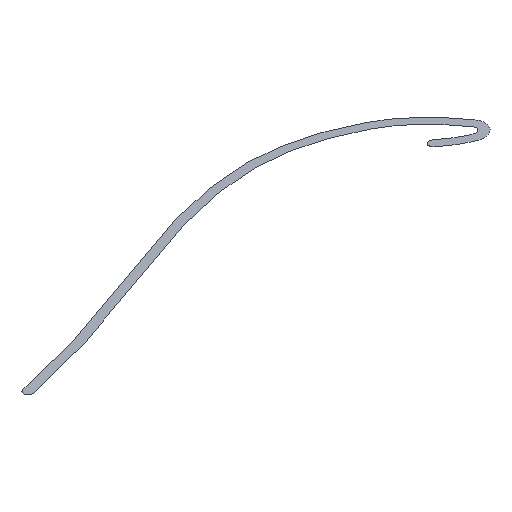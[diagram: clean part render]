
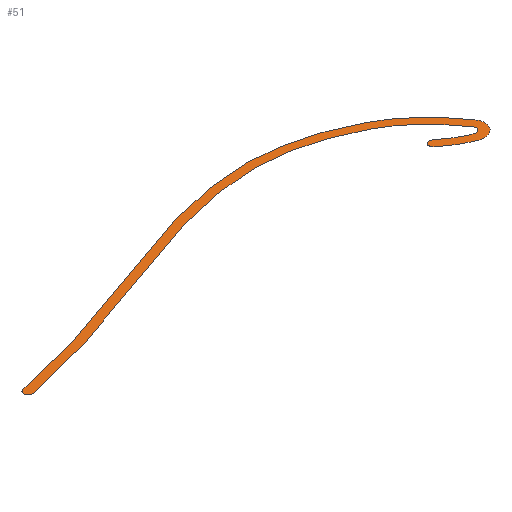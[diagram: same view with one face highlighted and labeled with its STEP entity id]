
A CAD part, isometric view. The second image highlights one B-rep face of the part: STEP entity #51.
In plain terms, the highlighted face is planar.
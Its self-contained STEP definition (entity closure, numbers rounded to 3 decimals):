
#16=FACE_OUTER_BOUND('',#17,.T.);
#17=EDGE_LOOP('',(#42,#43,#44,#45,#46,#47,#48,#49));
#18=(
BOUNDED_CURVE()
B_SPLINE_CURVE(2,(#147,#148,#149),.UNSPECIFIED.,.F.,.F.)
B_SPLINE_CURVE_WITH_KNOTS((3,3),(0.,1.),.UNSPECIFIED.)
CURVE()
GEOMETRIC_REPRESENTATION_ITEM()
RATIONAL_B_SPLINE_CURVE((1.,1.,1.))
REPRESENTATION_ITEM('')
);
#19=(
BOUNDED_CURVE()
B_SPLINE_CURVE(5,(#152,#153,#154,#155,#156,#157,#158,#159,#160,#161,#162,
#163),.UNSPECIFIED.,.F.,.F.)
B_SPLINE_CURVE_WITH_KNOTS((6,1,1,1,1,1,1,6),(0.,0.143,0.286,
0.429,0.571,0.714,0.857,
1.),.UNSPECIFIED.)
CURVE()
GEOMETRIC_REPRESENTATION_ITEM()
RATIONAL_B_SPLINE_CURVE((1.,1.,1.,1.,1.,1.,1.,1.,1.,1.,1.,1.))
REPRESENTATION_ITEM('')
);
#20=B_SPLINE_CURVE_WITH_KNOTS('',3,(#97,#98,#99,#100,#101,#102,#103,#104,
#105,#106,#107,#108,#109,#110,#111,#112,#113,#114,#115,#116,#117,#118,#119,
#120,#121,#122,#123,#124,#125,#126,#127,#128,#129,#130,#131,#132,#133),
 .UNSPECIFIED.,.F.,.F.,(4,3,3,3,3,3,3,3,3,3,3,3,4),(0.,0.042,
0.09,0.154,0.269,0.432,
0.593,0.733,0.825,0.904,
0.947,0.988,1.),.UNSPECIFIED.);
#21=B_SPLINE_CURVE_WITH_KNOTS('',3,(#137,#138,#139,#140,#141,#142,#143),
 .UNSPECIFIED.,.F.,.F.,(4,3,4),(0.,0.458,1.),.UNSPECIFIED.);
#22=CIRCLE('',#69,1.);
#23=CIRCLE('',#70,1.);
#24=CIRCLE('',#71,1.);
#25=CIRCLE('',#72,3.);
#26=VERTEX_POINT('',#93);
#27=VERTEX_POINT('',#94);
#28=VERTEX_POINT('',#96);
#29=VERTEX_POINT('',#134);
#30=VERTEX_POINT('',#136);
#31=VERTEX_POINT('',#144);
#32=VERTEX_POINT('',#146);
#33=VERTEX_POINT('',#150);
#34=EDGE_CURVE('',#26,#27,#22,.T.);
#35=EDGE_CURVE('',#27,#28,#20,.T.);
#36=EDGE_CURVE('',#29,#28,#23,.T.);
#37=EDGE_CURVE('',#29,#30,#21,.T.);
#38=EDGE_CURVE('',#30,#31,#24,.T.);
#39=EDGE_CURVE('',#32,#31,#18,.T.);
#40=EDGE_CURVE('',#32,#33,#25,.T.);
#41=EDGE_CURVE('',#26,#33,#19,.T.);
#42=ORIENTED_EDGE('',*,*,#34,.T.);
#43=ORIENTED_EDGE('',*,*,#35,.T.);
#44=ORIENTED_EDGE('',*,*,#36,.F.);
#45=ORIENTED_EDGE('',*,*,#37,.T.);
#46=ORIENTED_EDGE('',*,*,#38,.T.);
#47=ORIENTED_EDGE('',*,*,#39,.F.);
#48=ORIENTED_EDGE('',*,*,#40,.T.);
#49=ORIENTED_EDGE('',*,*,#41,.F.);
#50=PLANE('',#68);
#51=ADVANCED_FACE('',(#16),#50,.T.);
#68=AXIS2_PLACEMENT_3D('',#92,#78,#79);
#69=AXIS2_PLACEMENT_3D('',#95,#80,#81);
#70=AXIS2_PLACEMENT_3D('',#135,#82,#83);
#71=AXIS2_PLACEMENT_3D('',#145,#84,#85);
#72=AXIS2_PLACEMENT_3D('',#151,#86,#87);
#78=DIRECTION('center_axis',(0.794,0.,0.608));
#79=DIRECTION('ref_axis',(0.608,0.,-0.794));
#80=DIRECTION('center_axis',(0.794,0.,0.608));
#81=DIRECTION('ref_axis',(-0.595,-0.207,0.777));
#82=DIRECTION('center_axis',(0.794,0.,0.608));
#83=DIRECTION('ref_axis',(0.608,0.012,-0.794));
#84=DIRECTION('center_axis',(0.794,0.,0.608));
#85=DIRECTION('ref_axis',(-0.485,0.603,0.633));
#86=DIRECTION('center_axis',(0.794,0.,0.608));
#87=DIRECTION('ref_axis',(0.608,0.012,-0.794));
#92=CARTESIAN_POINT('Origin',(363.855,-27.484,609.817));
#93=CARTESIAN_POINT('',(369.111,-81.262,602.949));
#94=CARTESIAN_POINT('',(370.3,-80.848,601.395));
#95=CARTESIAN_POINT('Origin',(369.705,-81.055,602.172));
#96=CARTESIAN_POINT('',(368.753,24.895,603.416));
#97=CARTESIAN_POINT('Ctrl Pts',(370.3,-80.848,601.395));
#98=CARTESIAN_POINT('Ctrl Pts',(369.606,-75.443,602.302));
#99=CARTESIAN_POINT('Ctrl Pts',(369.008,-71.578,603.083));
#100=CARTESIAN_POINT('Ctrl Pts',(368.463,-68.379,603.795));
#101=CARTESIAN_POINT('Ctrl Pts',(367.848,-64.767,604.599));
#102=CARTESIAN_POINT('Ctrl Pts',(367.301,-62.014,605.313));
#103=CARTESIAN_POINT('Ctrl Pts',(366.794,-59.557,605.976));
#104=CARTESIAN_POINT('Ctrl Pts',(366.122,-56.297,606.854));
#105=CARTESIAN_POINT('Ctrl Pts',(365.52,-53.574,607.641));
#106=CARTESIAN_POINT('Ctrl Pts',(364.965,-51.072,608.366));
#107=CARTESIAN_POINT('Ctrl Pts',(363.957,-46.529,609.684));
#108=CARTESIAN_POINT('Ctrl Pts',(363.107,-42.79,610.794));
#109=CARTESIAN_POINT('Ctrl Pts',(362.367,-39.366,611.761));
#110=CARTESIAN_POINT('Ctrl Pts',(361.326,-34.545,613.121));
#111=CARTESIAN_POINT('Ctrl Pts',(360.503,-30.4,614.197));
#112=CARTESIAN_POINT('Ctrl Pts',(359.848,-26.328,615.054));
#113=CARTESIAN_POINT('Ctrl Pts',(359.198,-22.296,615.902));
#114=CARTESIAN_POINT('Ctrl Pts',(358.712,-18.372,616.538));
#115=CARTESIAN_POINT('Ctrl Pts',(358.472,-14.369,616.851));
#116=CARTESIAN_POINT('Ctrl Pts',(358.264,-10.897,617.123));
#117=CARTESIAN_POINT('Ctrl Pts',(358.229,-7.367,617.169));
#118=CARTESIAN_POINT('Ctrl Pts',(358.558,-3.377,616.739));
#119=CARTESIAN_POINT('Ctrl Pts',(358.776,-0.734,616.454));
#120=CARTESIAN_POINT('Ctrl Pts',(359.168,2.144,615.942));
#121=CARTESIAN_POINT('Ctrl Pts',(359.835,5.287,615.07));
#122=CARTESIAN_POINT('Ctrl Pts',(360.401,7.953,614.33));
#123=CARTESIAN_POINT('Ctrl Pts',(361.159,10.809,613.34));
#124=CARTESIAN_POINT('Ctrl Pts',(362.131,13.562,612.07));
#125=CARTESIAN_POINT('Ctrl Pts',(362.667,15.083,611.369));
#126=CARTESIAN_POINT('Ctrl Pts',(363.259,16.551,610.595));
#127=CARTESIAN_POINT('Ctrl Pts',(364.057,18.089,609.552));
#128=CARTESIAN_POINT('Ctrl Pts',(364.82,19.559,608.555));
#129=CARTESIAN_POINT('Ctrl Pts',(365.769,21.097,607.316));
#130=CARTESIAN_POINT('Ctrl Pts',(367.294,23.08,605.322));
#131=CARTESIAN_POINT('Ctrl Pts',(367.728,23.643,604.756));
#132=CARTESIAN_POINT('Ctrl Pts',(368.21,24.244,604.126));
#133=CARTESIAN_POINT('Ctrl Pts',(368.753,24.895,603.416));
#134=CARTESIAN_POINT('',(369.718,24.099,602.154));
#135=CARTESIAN_POINT('Origin',(369.111,24.087,602.949));
#136=CARTESIAN_POINT('',(367.491,17.459,605.065));
#137=CARTESIAN_POINT('Ctrl Pts',(369.718,24.099,602.154));
#138=CARTESIAN_POINT('Ctrl Pts',(369.72,23.868,602.152));
#139=CARTESIAN_POINT('Ctrl Pts',(369.631,23.14,602.269));
#140=CARTESIAN_POINT('Ctrl Pts',(369.331,22.132,602.66));
#141=CARTESIAN_POINT('Ctrl Pts',(368.977,20.94,603.123));
#142=CARTESIAN_POINT('Ctrl Pts',(368.362,19.353,603.927));
#143=CARTESIAN_POINT('Ctrl Pts',(367.491,17.459,605.065));
#144=CARTESIAN_POINT('',(368.46,16.252,603.799));
#145=CARTESIAN_POINT('Origin',(367.976,16.856,604.432));
#146=CARTESIAN_POINT('',(370.934,24.122,600.566));
#147=CARTESIAN_POINT('Ctrl Pts',(370.934,24.122,600.566));
#148=CARTESIAN_POINT('Ctrl Pts',(370.951,21.67,600.544));
#149=CARTESIAN_POINT('Ctrl Pts',(368.46,16.252,603.799));
#150=CARTESIAN_POINT('',(368.037,26.512,604.352));
#151=CARTESIAN_POINT('Origin',(369.111,24.087,602.949));
#152=CARTESIAN_POINT('Ctrl Pts',(369.111,-81.262,602.949));
#153=CARTESIAN_POINT('Ctrl Pts',(367.719,-70.427,604.767));
#154=CARTESIAN_POINT('Ctrl Pts',(365.619,-59.592,607.512));
#155=CARTESIAN_POINT('Ctrl Pts',(363.154,-48.757,610.733));
#156=CARTESIAN_POINT('Ctrl Pts',(360.674,-37.922,613.973));
#157=CARTESIAN_POINT('Ctrl Pts',(358.535,-27.087,616.769));
#158=CARTESIAN_POINT('Ctrl Pts',(357.101,-16.252,618.643));
#159=CARTESIAN_POINT('Ctrl Pts',(356.759,-5.417,619.09));
#160=CARTESIAN_POINT('Ctrl Pts',(357.943,5.417,617.542));
#161=CARTESIAN_POINT('Ctrl Pts',(361.228,16.252,613.25));
#162=CARTESIAN_POINT('Ctrl Pts',(363.999,21.67,609.628));
#163=CARTESIAN_POINT('Ctrl Pts',(368.037,26.512,604.352));
